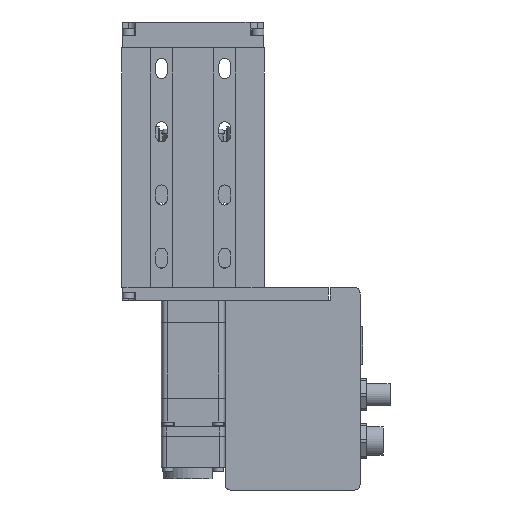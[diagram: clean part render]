
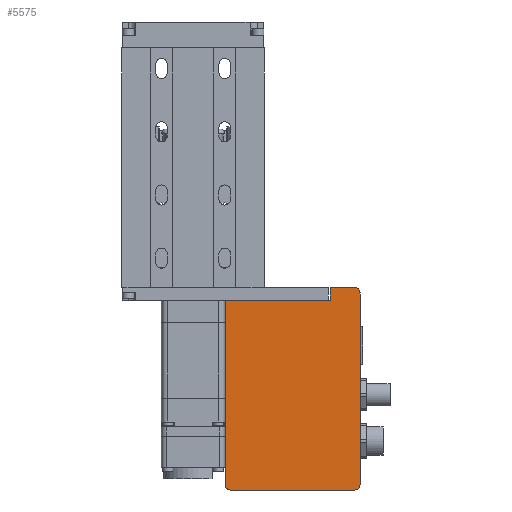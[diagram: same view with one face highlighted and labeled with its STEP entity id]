
A CAD part, front view. The second image highlights one B-rep face of the part: STEP entity #5575.
In plain terms, the highlighted planar face has unit normal (0, -1, 0).
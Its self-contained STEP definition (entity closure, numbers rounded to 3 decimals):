
#228 = DIRECTION ( 'NONE',  ( 1., 0., 0. ) ) ;
#325 = LINE ( 'NONE', #2114, #14901 ) ;
#337 = DIRECTION ( 'NONE',  ( 0., 0., 1. ) ) ;
#550 = CARTESIAN_POINT ( 'NONE',  ( 43.41, -10.17, 0. ) ) ;
#585 = CARTESIAN_POINT ( 'NONE',  ( 43.41, -10.17, 0. ) ) ;
#1100 = VERTEX_POINT ( 'NONE', #12487 ) ;
#1487 = CARTESIAN_POINT ( 'NONE',  ( 52.81, -10.17, -58.3 ) ) ;
#1653 = VERTEX_POINT ( 'NONE', #3272 ) ;
#2114 = CARTESIAN_POINT ( 'NONE',  ( 52.81, -10.17, -60. ) ) ;
#2481 = CARTESIAN_POINT ( 'NONE',  ( 51.11, -10.17, -58.3 ) ) ;
#2503 = ORIENTED_EDGE ( 'NONE', *, *, #7387, .F. ) ;
#2826 = AXIS2_PLACEMENT_3D ( 'NONE', #2481, #8924, #12400 ) ;
#3272 = CARTESIAN_POINT ( 'NONE',  ( 43.41, -10.17, 4. ) ) ;
#3284 = LINE ( 'NONE', #6556, #6970 ) ;
#3619 = LINE ( 'NONE', #13450, #20044 ) ;
#3864 = CIRCLE ( 'NONE', #7554, 1.7 ) ;
#4729 = ORIENTED_EDGE ( 'NONE', *, *, #11843, .T. ) ;
#5424 = DIRECTION ( 'NONE',  ( 0., 0., 1. ) ) ;
#5487 = ORIENTED_EDGE ( 'NONE', *, *, #14113, .F. ) ;
#5575 = ADVANCED_FACE ( 'NONE', ( #7748 ), #20734, .F. ) ;
#5972 = ORIENTED_EDGE ( 'NONE', *, *, #10128, .T. ) ;
#6329 = ORIENTED_EDGE ( 'NONE', *, *, #20596, .F. ) ;
#6440 = CIRCLE ( 'NONE', #7113, 1.7 ) ;
#6555 = LINE ( 'NONE', #14382, #20239 ) ;
#6556 = CARTESIAN_POINT ( 'NONE',  ( 52.81, -10.17, 4. ) ) ;
#6571 = CARTESIAN_POINT ( 'NONE',  ( 52.81, -10.17, 2.3 ) ) ;
#6870 = LINE ( 'NONE', #550, #18690 ) ;
#6970 = VECTOR ( 'NONE', #9831, 1000. ) ;
#7113 = AXIS2_PLACEMENT_3D ( 'NONE', #8937, #8632, #10533 ) ;
#7207 = EDGE_CURVE ( 'NONE', #16517, #7232, #3864, .T. ) ;
#7232 = VERTEX_POINT ( 'NONE', #11225 ) ;
#7387 = EDGE_CURVE ( 'NONE', #19244, #1653, #6870, .T. ) ;
#7554 = AXIS2_PLACEMENT_3D ( 'NONE', #15853, #7942, #12911 ) ;
#7731 = ORIENTED_EDGE ( 'NONE', *, *, #20443, .F. ) ;
#7748 = FACE_OUTER_BOUND ( 'NONE', #16975, .T. ) ;
#7942 = DIRECTION ( 'NONE',  ( 0., -1., 0. ) ) ;
#8532 = ORIENTED_EDGE ( 'NONE', *, *, #19211, .F. ) ;
#8632 = DIRECTION ( 'NONE',  ( 0., -1., 0. ) ) ;
#8924 = DIRECTION ( 'NONE',  ( 0., -1., 0. ) ) ;
#8937 = CARTESIAN_POINT ( 'NONE',  ( 11.86, -10.17, -58.3 ) ) ;
#8940 = ORIENTED_EDGE ( 'NONE', *, *, #10292, .F. ) ;
#9580 = CIRCLE ( 'NONE', #2826, 1.7 ) ;
#9662 = DIRECTION ( 'NONE',  ( 0., 1., 0. ) ) ;
#9831 = DIRECTION ( 'NONE',  ( 0., 0., -1. ) ) ;
#9862 = CARTESIAN_POINT ( 'NONE',  ( 10.16, -10.17, -58.3 ) ) ;
#10128 = EDGE_CURVE ( 'NONE', #13684, #11780, #9580, .T. ) ;
#10292 = EDGE_CURVE ( 'NONE', #11393, #19019, #3619, .T. ) ;
#10363 = DIRECTION ( 'NONE',  ( -1., 0., 0. ) ) ;
#10533 = DIRECTION ( 'NONE',  ( 0., 0., 1. ) ) ;
#11225 = CARTESIAN_POINT ( 'NONE',  ( 51.11, -10.17, 4. ) ) ;
#11353 = DIRECTION ( 'NONE',  ( 0., 0., 1. ) ) ;
#11393 = VERTEX_POINT ( 'NONE', #9862 ) ;
#11780 = VERTEX_POINT ( 'NONE', #1487 ) ;
#11843 = EDGE_CURVE ( 'NONE', #11393, #1100, #6440, .T. ) ;
#12225 = AXIS2_PLACEMENT_3D ( 'NONE', #12724, #9662, #11353 ) ;
#12400 = DIRECTION ( 'NONE',  ( 0., 0., 1. ) ) ;
#12487 = CARTESIAN_POINT ( 'NONE',  ( 11.86, -10.17, -60. ) ) ;
#12724 = CARTESIAN_POINT ( 'NONE',  ( 0., -10.17, 0. ) ) ;
#12911 = DIRECTION ( 'NONE',  ( 0., 0., 1. ) ) ;
#13154 = LINE ( 'NONE', #18199, #18893 ) ;
#13450 = CARTESIAN_POINT ( 'NONE',  ( 10.16, -10.17, -60. ) ) ;
#13684 = VERTEX_POINT ( 'NONE', #19365 ) ;
#14113 = EDGE_CURVE ( 'NONE', #16517, #11780, #3284, .T. ) ;
#14382 = CARTESIAN_POINT ( 'NONE',  ( 43.41, -10.17, 4. ) ) ;
#14901 = VECTOR ( 'NONE', #10363, 1000. ) ;
#15853 = CARTESIAN_POINT ( 'NONE',  ( 51.11, -10.17, 2.3 ) ) ;
#16517 = VERTEX_POINT ( 'NONE', #6571 ) ;
#16749 = CARTESIAN_POINT ( 'NONE',  ( 10.16, -10.17, 0. ) ) ;
#16975 = EDGE_LOOP ( 'NONE', ( #8940, #4729, #6329, #5972, #5487, #17916, #7731, #2503, #8532 ) ) ;
#17916 = ORIENTED_EDGE ( 'NONE', *, *, #7207, .T. ) ;
#18199 = CARTESIAN_POINT ( 'NONE',  ( 10.16, -10.17, 0. ) ) ;
#18690 = VECTOR ( 'NONE', #337, 1000. ) ;
#18893 = VECTOR ( 'NONE', #19584, 1000. ) ;
#19019 = VERTEX_POINT ( 'NONE', #16749 ) ;
#19211 = EDGE_CURVE ( 'NONE', #19019, #19244, #13154, .T. ) ;
#19244 = VERTEX_POINT ( 'NONE', #585 ) ;
#19365 = CARTESIAN_POINT ( 'NONE',  ( 51.11, -10.17, -60. ) ) ;
#19584 = DIRECTION ( 'NONE',  ( 1., 0., 0. ) ) ;
#20044 = VECTOR ( 'NONE', #5424, 1000. ) ;
#20239 = VECTOR ( 'NONE', #228, 1000. ) ;
#20443 = EDGE_CURVE ( 'NONE', #1653, #7232, #6555, .T. ) ;
#20596 = EDGE_CURVE ( 'NONE', #13684, #1100, #325, .T. ) ;
#20734 = PLANE ( 'NONE',  #12225 ) ;
